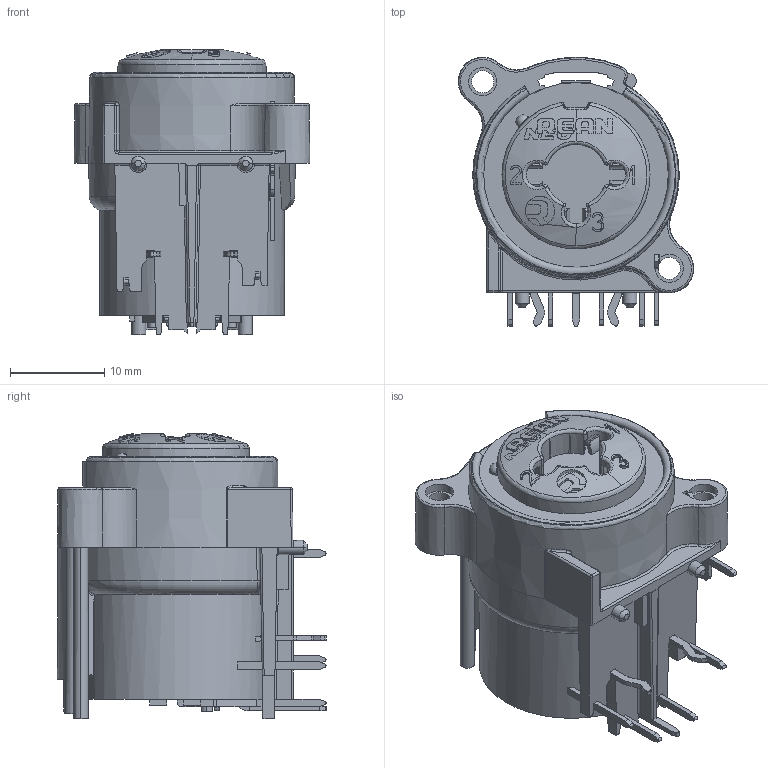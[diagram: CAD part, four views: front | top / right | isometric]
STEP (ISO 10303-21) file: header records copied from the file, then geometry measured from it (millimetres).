
FILE_DESCRIPTION((''),'2;1');
FILE_NAME('30013036','2025-12-26T13:35:52',('jun.zhang'),(''),'CREO PARAMETRIC BY PTC INC, 2023424','CREO PARAMETRIC BY PTC INC, 2023424','');
FILE_SCHEMA(('AUTOMOTIVE_DESIGN { 1 0 10303 214 1 1 1 1 }'));
Length unit declared in the file: millimetre
Products named in the file (1): 30013036
Bounding box: 25 x 28.56 x 30.25 mm (x, y, z)
Volume: 9878.2 mm3; surface area: 4537.7 mm2
Topology: 1 solids, 1 shells, 839 faces, 2473 edges, 1628 vertices
Faces by surface type: plane 490, cylinder 220, bspline 42, sphere 36, cone 27, torus 24
Entity records: 33206 total; most frequent: CARTESIAN_POINT 9536, ORIENTED_EDGE 4918, DIRECTION 4334, EDGE_CURVE 2459, VERTEX_POINT 1628, AXIS2_PLACEMENT_3D 1583, VECTOR 1168, LINE 1168
